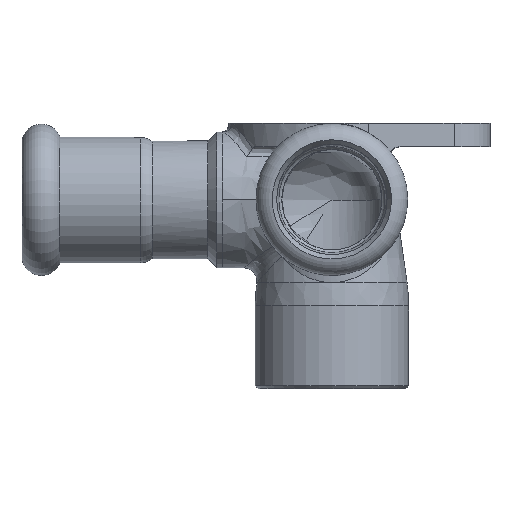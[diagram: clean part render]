
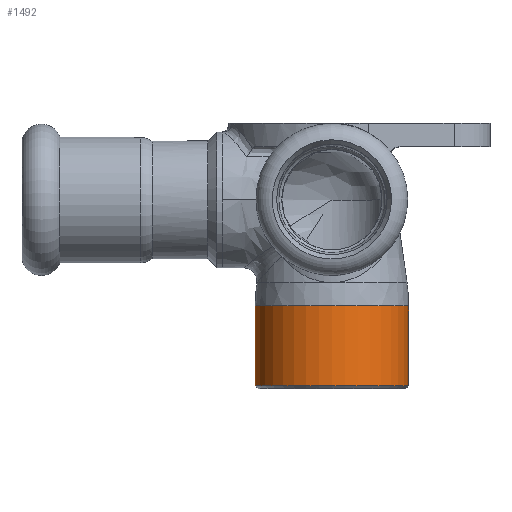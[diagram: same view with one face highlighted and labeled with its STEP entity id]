
A CAD part, top view. The second image highlights one B-rep face of the part: STEP entity #1492.
In plain terms, the highlighted cylindrical face has radius 13 mm (diameter 26 mm), a full revolution.
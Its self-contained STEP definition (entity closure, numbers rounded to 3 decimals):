
#135=LINE('',#2897,#180);
#180=VECTOR('',#1989,13.);
#222=CYLINDRICAL_SURFACE('',#1669,13.);
#263=FACE_OUTER_BOUND('',#343,.T.);
#343=EDGE_LOOP('',(#1132,#1133,#1134,#1135,#1136,#1137));
#480=CIRCLE('',#1662,13.);
#484=CIRCLE('',#1666,13.);
#486=CIRCLE('',#1670,13.);
#487=CIRCLE('',#1671,13.);
#612=VERTEX_POINT('',#2415);
#613=VERTEX_POINT('',#2416);
#621=VERTEX_POINT('',#2893);
#622=VERTEX_POINT('',#2894);
#800=EDGE_CURVE('',#612,#613,#480,.T.);
#804=EDGE_CURVE('',#613,#612,#484,.T.);
#811=EDGE_CURVE('',#621,#622,#486,.T.);
#812=EDGE_CURVE('',#622,#621,#487,.T.);
#813=EDGE_CURVE('',#622,#612,#135,.T.);
#1132=ORIENTED_EDGE('',*,*,#811,.F.);
#1133=ORIENTED_EDGE('',*,*,#812,.F.);
#1134=ORIENTED_EDGE('',*,*,#813,.T.);
#1135=ORIENTED_EDGE('',*,*,#804,.F.);
#1136=ORIENTED_EDGE('',*,*,#800,.F.);
#1137=ORIENTED_EDGE('',*,*,#813,.F.);
#1492=ADVANCED_FACE('',(#263),#222,.T.);
#1662=AXIS2_PLACEMENT_3D('',#2417,#1968,#1969);
#1666=AXIS2_PLACEMENT_3D('',#2423,#1976,#1977);
#1669=AXIS2_PLACEMENT_3D('',#2892,#1983,#1984);
#1670=AXIS2_PLACEMENT_3D('',#2895,#1985,#1986);
#1671=AXIS2_PLACEMENT_3D('',#2896,#1987,#1988);
#1968=DIRECTION('center_axis',(0.,1.,0.));
#1969=DIRECTION('ref_axis',(1.,0.,0.));
#1976=DIRECTION('center_axis',(0.,1.,0.));
#1977=DIRECTION('ref_axis',(1.,0.,0.));
#1983=DIRECTION('center_axis',(0.,-1.,0.));
#1984=DIRECTION('ref_axis',(1.,0.,0.));
#1985=DIRECTION('center_axis',(0.,-1.,0.));
#1986=DIRECTION('ref_axis',(-1.,0.,0.));
#1987=DIRECTION('center_axis',(0.,-1.,0.));
#1988=DIRECTION('ref_axis',(-1.,0.,0.));
#1989=DIRECTION('',(0.,1.,0.));
#2415=CARTESIAN_POINT('',(-13.,-17.958,0.));
#2416=CARTESIAN_POINT('',(0.,-17.958,13.));
#2417=CARTESIAN_POINT('Origin',(0.,-17.958,
0.));
#2423=CARTESIAN_POINT('Origin',(0.,-17.958,
0.));
#2892=CARTESIAN_POINT('Origin',(0.,-24.,0.));
#2893=CARTESIAN_POINT('',(13.,-31.5,0.));
#2894=CARTESIAN_POINT('',(-13.,-31.5,0.));
#2895=CARTESIAN_POINT('Origin',(0.,-31.5,0.));
#2896=CARTESIAN_POINT('Origin',(0.,-31.5,0.));
#2897=CARTESIAN_POINT('',(-13.,-24.,0.));
